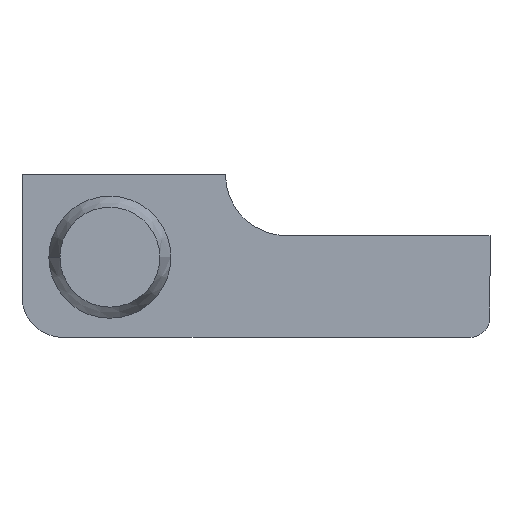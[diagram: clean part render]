
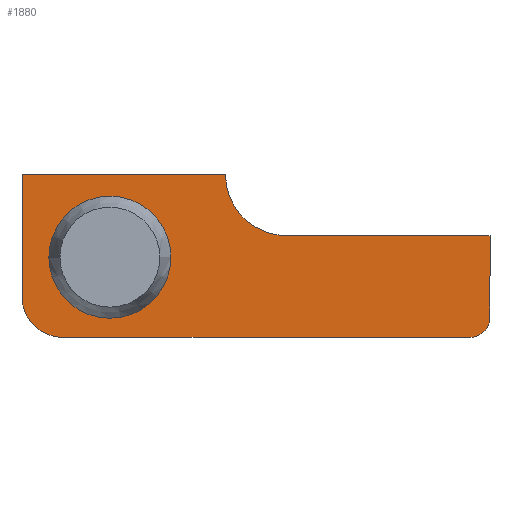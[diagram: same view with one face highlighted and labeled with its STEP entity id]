
A CAD part, front view. The second image highlights one B-rep face of the part: STEP entity #1880.
In plain terms, the highlighted planar face has unit normal (0, -1, 0).
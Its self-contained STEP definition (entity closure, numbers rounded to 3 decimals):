
#17 = VERTEX_POINT ( 'NONE', #5513 ) ;
#66 = CARTESIAN_POINT ( 'NONE',  ( 20., 0., -80. ) ) ;
#106 = VECTOR ( 'NONE', #3363, 1000. ) ;
#208 = VERTEX_POINT ( 'NONE', #6281 ) ;
#268 = ORIENTED_EDGE ( 'NONE', *, *, #3470, .T. ) ;
#300 = DIRECTION ( 'NONE',  ( 0., 1., 0. ) ) ;
#385 = EDGE_CURVE ( 'NONE', #1924, #769, #5907, .T. ) ;
#396 = DIRECTION ( 'NONE',  ( -1., 0., 0. ) ) ;
#447 = CARTESIAN_POINT ( 'NONE',  ( 20., 0., -100. ) ) ;
#538 = DIRECTION ( 'NONE',  ( 0., 0., -1. ) ) ;
#593 = CARTESIAN_POINT ( 'NONE',  ( 0., 0., -20. ) ) ;
#769 = VERTEX_POINT ( 'NONE', #4636 ) ;
#780 = CARTESIAN_POINT ( 'NONE',  ( 130., 0., -50. ) ) ;
#788 = LINE ( 'NONE', #447, #3075 ) ;
#988 = AXIS2_PLACEMENT_3D ( 'NONE', #5827, #5852, #3952 ) ;
#1048 = DIRECTION ( 'NONE',  ( 0., 0., -1. ) ) ;
#1097 = CIRCLE ( 'NONE', #988, 30. ) ;
#1126 = EDGE_CURVE ( 'NONE', #1332, #2667, #4261, .T. ) ;
#1182 = CARTESIAN_POINT ( 'NONE',  ( 230., 0., -50. ) ) ;
#1294 = CIRCLE ( 'NONE', #2147, 10. ) ;
#1295 = DIRECTION ( 'NONE',  ( 0., 1., 0. ) ) ;
#1332 = VERTEX_POINT ( 'NONE', #1182 ) ;
#1341 = CARTESIAN_POINT ( 'NONE',  ( 230., 0., -90. ) ) ;
#1416 = DIRECTION ( 'NONE',  ( 0., 1., 0. ) ) ;
#1444 = DIRECTION ( 'NONE',  ( 1., 0., 0. ) ) ;
#1455 = CARTESIAN_POINT ( 'NONE',  ( 230., 0., -50. ) ) ;
#1477 = VECTOR ( 'NONE', #1048, 1000. ) ;
#1538 = LINE ( 'NONE', #1455, #106 ) ;
#1578 = EDGE_CURVE ( 'NONE', #3531, #208, #1294, .T. ) ;
#1778 = DIRECTION ( 'NONE',  ( 0., 0., 1. ) ) ;
#1880 = ADVANCED_FACE ( 'N', ( #5093, #4196 ), #2797, .F. ) ;
#1924 = VERTEX_POINT ( 'NONE', #593 ) ;
#2066 = CARTESIAN_POINT ( 'NONE',  ( 20., 0., -100. ) ) ;
#2131 = EDGE_CURVE ( 'NONE', #2667, #6315, #4455, .T. ) ;
#2147 = AXIS2_PLACEMENT_3D ( 'NONE', #4418, #3426, #2460 ) ;
#2231 = ORIENTED_EDGE ( 'NONE', *, *, #5352, .T. ) ;
#2326 = CARTESIAN_POINT ( 'NONE',  ( 220., 0., -90. ) ) ;
#2363 = CARTESIAN_POINT ( 'NONE',  ( 0., 0., -80. ) ) ;
#2460 = DIRECTION ( 'NONE',  ( 0., 0., -1. ) ) ;
#2502 = AXIS2_PLACEMENT_3D ( 'NONE', #66, #3518, #538 ) ;
#2531 = EDGE_CURVE ( 'NONE', #3531, #1332, #1538, .T. ) ;
#2667 = VERTEX_POINT ( 'NONE', #780 ) ;
#2797 = PLANE ( 'NONE',  #5140 ) ;
#2821 = ORIENTED_EDGE ( 'NONE', *, *, #4224, .T. ) ;
#2883 = ORIENTED_EDGE ( 'NONE', *, *, #5687, .F. ) ;
#2970 = VECTOR ( 'NONE', #5666, 1000. ) ;
#3006 = CIRCLE ( 'NONE', #2502, 20. ) ;
#3075 = VECTOR ( 'NONE', #1444, 1000. ) ;
#3271 = CARTESIAN_POINT ( 'NONE',  ( 43.185, 0., -60.587 ) ) ;
#3285 = ORIENTED_EDGE ( 'NONE', *, *, #1126, .T. ) ;
#3290 = ORIENTED_EDGE ( 'NONE', *, *, #2531, .T. ) ;
#3303 = CARTESIAN_POINT ( 'NONE',  ( 130., 0., -50. ) ) ;
#3363 = DIRECTION ( 'NONE',  ( 0., 0., 1. ) ) ;
#3426 = DIRECTION ( 'NONE',  ( 0., 1., 0. ) ) ;
#3470 = EDGE_CURVE ( 'NONE', #6315, #1924, #4800, .T. ) ;
#3518 = DIRECTION ( 'NONE',  ( 0., 1., 0. ) ) ;
#3531 = VERTEX_POINT ( 'NONE', #1341 ) ;
#3533 = AXIS2_PLACEMENT_3D ( 'NONE', #5123, #1295, #4891 ) ;
#3607 = VECTOR ( 'NONE', #396, 1000. ) ;
#3613 = CARTESIAN_POINT ( 'NONE',  ( 43.185, 0., -30.587 ) ) ;
#3748 = AXIS2_PLACEMENT_3D ( 'NONE', #3271, #300, #3763 ) ;
#3763 = DIRECTION ( 'NONE',  ( 0., 0., -1. ) ) ;
#3816 = ORIENTED_EDGE ( 'NONE', *, *, #385, .T. ) ;
#3852 = EDGE_CURVE ( 'NONE', #4337, #17, #1097, .T. ) ;
#3952 = DIRECTION ( 'NONE',  ( 0., 0., -1. ) ) ;
#4196 = FACE_OUTER_BOUND ( 'NONE', #5966, .T. ) ;
#4224 = EDGE_CURVE ( 'NONE', #4270, #208, #788, .T. ) ;
#4261 = LINE ( 'NONE', #3303, #2970 ) ;
#4270 = VERTEX_POINT ( 'NONE', #2066 ) ;
#4337 = VERTEX_POINT ( 'NONE', #3613 ) ;
#4418 = CARTESIAN_POINT ( 'NONE',  ( 220., 0., -90. ) ) ;
#4455 = CIRCLE ( 'NONE', #3533, 30. ) ;
#4581 = CARTESIAN_POINT ( 'NONE',  ( 100., 0., -20. ) ) ;
#4636 = CARTESIAN_POINT ( 'NONE',  ( 0., 0., -80. ) ) ;
#4800 = LINE ( 'NONE', #4581, #3607 ) ;
#4891 = DIRECTION ( 'NONE',  ( 0., 0., -1. ) ) ;
#5093 = FACE_BOUND ( 'NONE', #6177, .T. ) ;
#5123 = CARTESIAN_POINT ( 'NONE',  ( 130., 0., -20. ) ) ;
#5128 = ORIENTED_EDGE ( 'NONE', *, *, #2131, .T. ) ;
#5140 = AXIS2_PLACEMENT_3D ( 'NONE', #2326, #1416, #1778 ) ;
#5352 = EDGE_CURVE ( 'NONE', #17, #4337, #5478, .T. ) ;
#5392 = CARTESIAN_POINT ( 'NONE',  ( 100., 0., -20. ) ) ;
#5478 = CIRCLE ( 'NONE', #3748, 30. ) ;
#5513 = CARTESIAN_POINT ( 'NONE',  ( 43.185, 0., -90.587 ) ) ;
#5588 = ORIENTED_EDGE ( 'NONE', *, *, #3852, .T. ) ;
#5666 = DIRECTION ( 'NONE',  ( -1., 0., 0. ) ) ;
#5687 = EDGE_CURVE ( 'NONE', #4270, #769, #3006, .T. ) ;
#5827 = CARTESIAN_POINT ( 'NONE',  ( 43.185, 0., -60.587 ) ) ;
#5852 = DIRECTION ( 'NONE',  ( 0., 1., 0. ) ) ;
#5907 = LINE ( 'NONE', #2363, #1477 ) ;
#5966 = EDGE_LOOP ( 'NONE', ( #3285, #5128, #268, #3816, #2883, #2821, #6182, #3290 ) ) ;
#6177 = EDGE_LOOP ( 'NONE', ( #2231, #5588 ) ) ;
#6182 = ORIENTED_EDGE ( 'NONE', *, *, #1578, .F. ) ;
#6281 = CARTESIAN_POINT ( 'NONE',  ( 220., 0., -100. ) ) ;
#6315 = VERTEX_POINT ( 'NONE', #5392 ) ;
